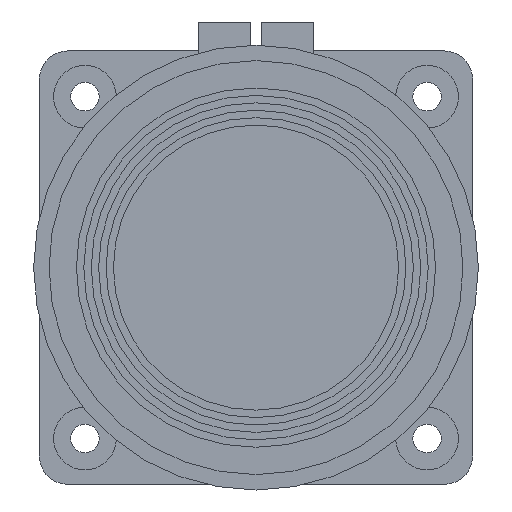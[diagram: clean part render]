
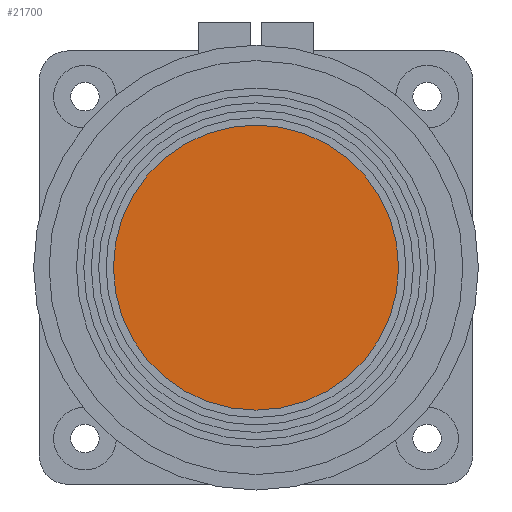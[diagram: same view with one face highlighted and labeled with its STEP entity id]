
A CAD part, front view. The second image highlights one B-rep face of the part: STEP entity #21700.
In plain terms, the highlighted planar face has unit normal (0, -1, 0).
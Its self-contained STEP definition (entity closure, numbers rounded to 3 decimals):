
#2348=PLANE('',#23475);
#2802=FACE_OUTER_BOUND('',#4065,.T.);
#4065=EDGE_LOOP('',(#16180));
#8329=CIRCLE('',#23476,12.5);
#9129=VERTEX_POINT('',#31690);
#11745=EDGE_CURVE('',#9129,#9129,#8329,.T.);
#16180=ORIENTED_EDGE('',*,*,#11745,.F.);
#21700=ADVANCED_FACE('',(#2802),#2348,.T.);
#23475=AXIS2_PLACEMENT_3D('',#31689,#26058,#26059);
#23476=AXIS2_PLACEMENT_3D('',#31691,#26060,#26061);
#26058=DIRECTION('center_axis',(0.,-1.,0.));
#26059=DIRECTION('ref_axis',(1.,0.,0.));
#26060=DIRECTION('center_axis',(0.,1.,0.));
#26061=DIRECTION('ref_axis',(1.,0.,0.));
#31689=CARTESIAN_POINT('Origin',(0.,4.75,0.));
#31690=CARTESIAN_POINT('',(-12.5,4.75,0.));
#31691=CARTESIAN_POINT('Origin',(0.,4.75,0.));
